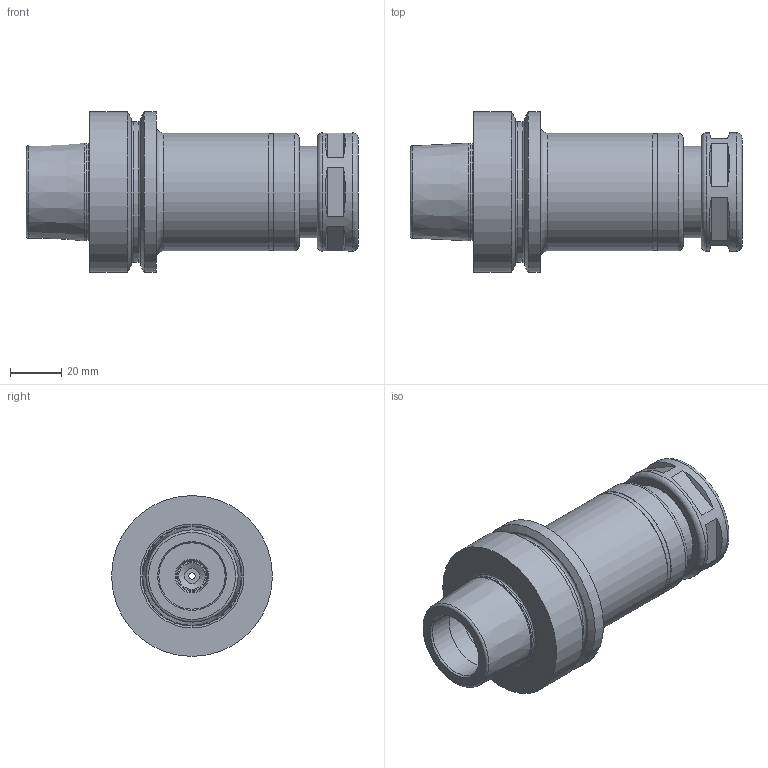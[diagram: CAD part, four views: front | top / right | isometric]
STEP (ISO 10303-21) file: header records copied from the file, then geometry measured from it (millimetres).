
FILE_DESCRIPTION((''),'2;1');
FILE_NAME('536065122105 HSK63F-HDC22A-105-3D.stp','2023-02-02T09:26:09',('nttooll'),(''),'Autodesk Inventor 2012','Autodesk Inventor 2012','');
FILE_SCHEMA(('AUTOMOTIVE_DESIGN { 1 0 10303 214 1 1 1 1 }'));
Length unit declared in the file: millimetre
Products named in the file (1): 536065122105 HSK63F-HDC22A-105-3D
Bounding box: 130 x 63 x 63 mm (x, y, z)
Volume: 169826.9 mm3; surface area: 39361.7 mm2
Topology: 1 solids, 2 shells, 100 faces, 177 edges, 108 vertices
Faces by surface type: plane 44, cylinder 28, cone 16, torus 12
Full cylindrical faces by diameter (mm): 2.5 x1, 6 x1, 8.5 x1, 9 x1, 12 x1, 17.5 x1, 18 x1, 21.8 x1, 23 x2, 23.5 x1, 24 x1, 26 x2, 28 x1, 30.4 x1, 32 x1, 32.5 x1, 36 x2, 37.9 x1, 45.6 x1, 46 x2, 46.3 x1, 55 x1, 63 x2
Entity records: 2144 total; most frequent: DIRECTION 414, CARTESIAN_POINT 325, ORIENTED_EDGE 236, AXIS2_PLACEMENT_3D 195, EDGE_LOOP 188, EDGE_CURVE 118, VERTEX_POINT 106, FACE_OUTER_BOUND 100
